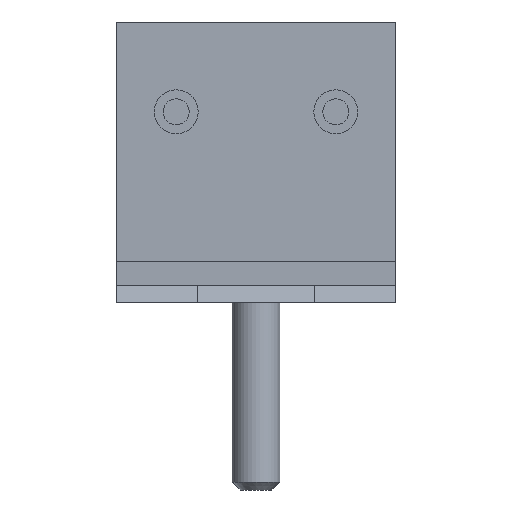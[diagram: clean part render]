
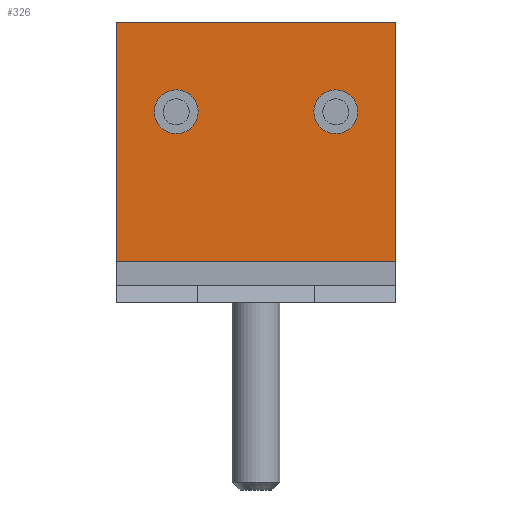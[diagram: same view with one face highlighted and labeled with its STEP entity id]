
A CAD part, left-side view. The second image highlights one B-rep face of the part: STEP entity #326.
In plain terms, the highlighted face is planar.
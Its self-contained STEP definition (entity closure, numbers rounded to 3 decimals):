
#326 = ADVANCED_FACE( '', ( #448, #449, #450 ), #451, .T. );
#448 = FACE_BOUND( '', #584, .T. );
#449 = FACE_BOUND( '', #585, .T. );
#450 = FACE_OUTER_BOUND( '', #586, .T. );
#451 = PLANE( '', #587 );
#584 = EDGE_LOOP( '', ( #1015 ) );
#585 = EDGE_LOOP( '', ( #1016 ) );
#586 = EDGE_LOOP( '', ( #1017, #1018, #1019, #1020 ) );
#587 = AXIS2_PLACEMENT_3D( '', #1021, #1022, #1023 );
#1015 = ORIENTED_EDGE( '', *, *, #1182, .T. );
#1016 = ORIENTED_EDGE( '', *, *, #1183, .T. );
#1017 = ORIENTED_EDGE( '', *, *, #1170, .T. );
#1018 = ORIENTED_EDGE( '', *, *, #1178, .T. );
#1019 = ORIENTED_EDGE( '', *, *, #1180, .T. );
#1020 = ORIENTED_EDGE( '', *, *, #1181, .T. );
#1021 = CARTESIAN_POINT( '', ( -30., -35., 10. ) );
#1022 = DIRECTION( '', ( 0., 0., 1. ) );
#1023 = DIRECTION( '', ( 1., 0., 0. ) );
#1170 = EDGE_CURVE( '', #1385, #1383, #1386, .T. );
#1178 = EDGE_CURVE( '', #1383, #1397, #1399, .T. );
#1180 = EDGE_CURVE( '', #1397, #1400, #1402, .T. );
#1181 = EDGE_CURVE( '', #1400, #1385, #1403, .T. );
#1182 = EDGE_CURVE( '', #1404, #1404, #1405, .T. );
#1183 = EDGE_CURVE( '', #1406, #1406, #1407, .T. );
#1383 = VERTEX_POINT( '', #1823 );
#1385 = VERTEX_POINT( '', #1826 );
#1386 = LINE( '', #1827, #1828 );
#1397 = VERTEX_POINT( '', #1843 );
#1399 = LINE( '', #1846, #1847 );
#1400 = VERTEX_POINT( '', #1848 );
#1402 = LINE( '', #1851, #1852 );
#1403 = LINE( '', #1853, #1854 );
#1404 = VERTEX_POINT( '', #1855 );
#1405 = CIRCLE( '', #1856, 5.5 );
#1406 = VERTEX_POINT( '', #1857 );
#1407 = CIRCLE( '', #1858, 5.5 );
#1823 = CARTESIAN_POINT( '', ( -30., -35., 10. ) );
#1826 = CARTESIAN_POINT( '', ( -30., 35., 10. ) );
#1827 = CARTESIAN_POINT( '', ( -30., 35., 10. ) );
#1828 = VECTOR( '', #2010, 1000. );
#1843 = CARTESIAN_POINT( '', ( 30., -35., 10. ) );
#1846 = CARTESIAN_POINT( '', ( -30., -35., 10. ) );
#1847 = VECTOR( '', #2022, 1000. );
#1848 = CARTESIAN_POINT( '', ( 30., 35., 10. ) );
#1851 = CARTESIAN_POINT( '', ( 30., -35., 10. ) );
#1852 = VECTOR( '', #2024, 1000. );
#1853 = CARTESIAN_POINT( '', ( 30., 35., 10. ) );
#1854 = VECTOR( '', #2025, 1000. );
#1855 = CARTESIAN_POINT( '', ( -7.5, -25.5, 10. ) );
#1856 = AXIS2_PLACEMENT_3D( '', #2026, #2027, #2028 );
#1857 = CARTESIAN_POINT( '', ( -7.5, 14.5, 10. ) );
#1858 = AXIS2_PLACEMENT_3D( '', #2029, #2030, #2031 );
#2010 = DIRECTION( '', ( 0., -1., 0. ) );
#2022 = DIRECTION( '', ( 1., 0., 0. ) );
#2024 = DIRECTION( '', ( 0., 1., 0. ) );
#2025 = DIRECTION( '', ( -1., 0., 0. ) );
#2026 = CARTESIAN_POINT( '', ( -7.5, -20., 10. ) );
#2027 = DIRECTION( '', ( 0., 0., -1. ) );
#2028 = DIRECTION( '', ( 0., -1., 0. ) );
#2029 = CARTESIAN_POINT( '', ( -7.5, 20., 10. ) );
#2030 = DIRECTION( '', ( 0., 0., -1. ) );
#2031 = DIRECTION( '', ( 0., -1., 0. ) );
